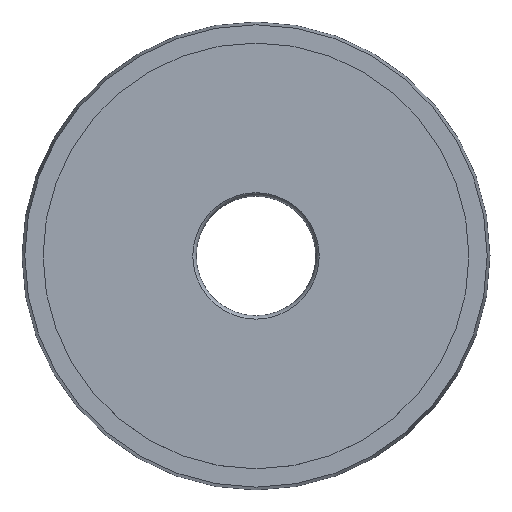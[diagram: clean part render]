
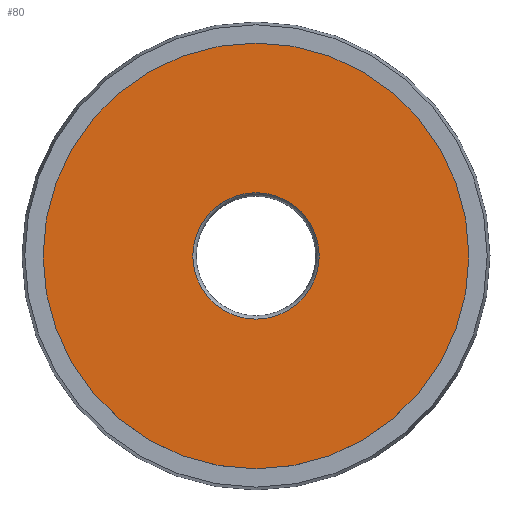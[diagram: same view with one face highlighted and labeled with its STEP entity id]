
A CAD part, top view. The second image highlights one B-rep face of the part: STEP entity #80.
In plain terms, the highlighted planar face has unit normal (0, 0, 1).
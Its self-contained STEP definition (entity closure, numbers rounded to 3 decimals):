
#8 = DIRECTION ( 'NONE',  ( 0., 0., 1. ) ) ;
#26 = DIRECTION ( 'NONE',  ( -1., 0., 0. ) ) ;
#31 = AXIS2_PLACEMENT_3D ( 'NONE', #219, #85, #26 ) ;
#35 = EDGE_LOOP ( 'NONE', ( #380, #643 ) ) ;
#49 = VERTEX_POINT ( 'NONE', #496 ) ;
#53 = CARTESIAN_POINT ( 'NONE',  ( 15.15, 0., 0. ) ) ;
#80 = ADVANCED_FACE ( 'NONE', ( #228, #627 ), #365, .F. ) ;
#85 = DIRECTION ( 'NONE',  ( 0., 0., -1. ) ) ;
#90 = DIRECTION ( 'NONE',  ( 0., 0., 1. ) ) ;
#96 = CIRCLE ( 'NONE', #169, 15.15 ) ;
#153 = CARTESIAN_POINT ( 'NONE',  ( -15.15, 0., 0. ) ) ;
#169 = AXIS2_PLACEMENT_3D ( 'NONE', #261, #302, #296 ) ;
#170 = VERTEX_POINT ( 'NONE', #53 ) ;
#191 = CIRCLE ( 'NONE', #241, 15.15 ) ;
#194 = EDGE_CURVE ( 'NONE', #420, #170, #96, .T. ) ;
#216 = DIRECTION ( 'NONE',  ( 0., 0., 1. ) ) ;
#218 = CARTESIAN_POINT ( 'NONE',  ( 0., 0., 0. ) ) ;
#219 = CARTESIAN_POINT ( 'NONE',  ( 0., 0., 0. ) ) ;
#220 = EDGE_CURVE ( 'NONE', #611, #49, #325, .T. ) ;
#228 = FACE_BOUND ( 'NONE', #573, .T. ) ;
#229 = AXIS2_PLACEMENT_3D ( 'NONE', #324, #90, #416 ) ;
#241 = AXIS2_PLACEMENT_3D ( 'NONE', #490, #8, #488 ) ;
#261 = CARTESIAN_POINT ( 'NONE',  ( 0., 0., 0. ) ) ;
#296 = DIRECTION ( 'NONE',  ( 1., 0., 0. ) ) ;
#302 = DIRECTION ( 'NONE',  ( 0., 0., 1. ) ) ;
#324 = CARTESIAN_POINT ( 'NONE',  ( 0., 0., 0. ) ) ;
#325 = CIRCLE ( 'NONE', #229, 4.5 ) ;
#358 = DIRECTION ( 'NONE',  ( 1., 0., 0. ) ) ;
#365 = PLANE ( 'NONE',  #31 ) ;
#366 = ORIENTED_EDGE ( 'NONE', *, *, #220, .F. ) ;
#367 = EDGE_CURVE ( 'NONE', #170, #420, #191, .T. ) ;
#380 = ORIENTED_EDGE ( 'NONE', *, *, #367, .T. ) ;
#416 = DIRECTION ( 'NONE',  ( 1., 0., 0. ) ) ;
#420 = VERTEX_POINT ( 'NONE', #153 ) ;
#471 = AXIS2_PLACEMENT_3D ( 'NONE', #218, #216, #358 ) ;
#484 = CIRCLE ( 'NONE', #471, 4.5 ) ;
#488 = DIRECTION ( 'NONE',  ( 1., 0., 0. ) ) ;
#490 = CARTESIAN_POINT ( 'NONE',  ( 0., 0., 0. ) ) ;
#496 = CARTESIAN_POINT ( 'NONE',  ( -4.5, 0., 0. ) ) ;
#508 = ORIENTED_EDGE ( 'NONE', *, *, #566, .F. ) ;
#566 = EDGE_CURVE ( 'NONE', #49, #611, #484, .T. ) ;
#573 = EDGE_LOOP ( 'NONE', ( #366, #508 ) ) ;
#611 = VERTEX_POINT ( 'NONE', #619 ) ;
#619 = CARTESIAN_POINT ( 'NONE',  ( 4.5, 0., 0. ) ) ;
#627 = FACE_OUTER_BOUND ( 'NONE', #35, .T. ) ;
#643 = ORIENTED_EDGE ( 'NONE', *, *, #194, .T. ) ;
